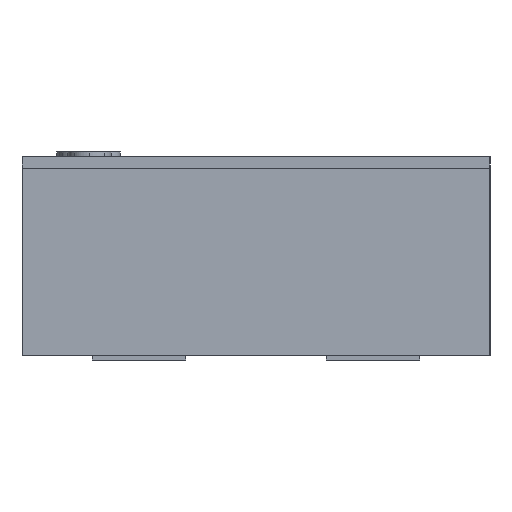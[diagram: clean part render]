
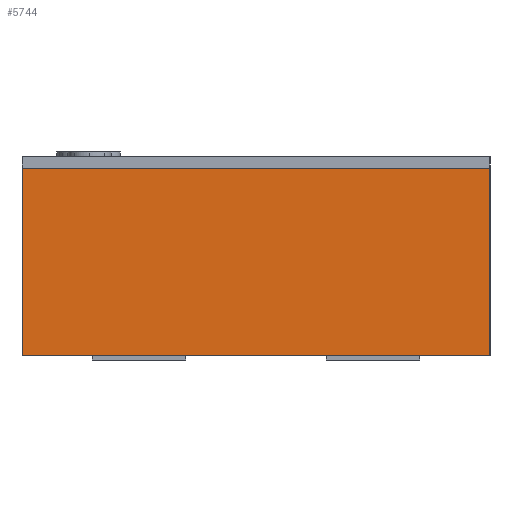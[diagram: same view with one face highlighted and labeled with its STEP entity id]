
A CAD part, left-side view. The second image highlights one B-rep face of the part: STEP entity #5744.
In plain terms, the highlighted planar face has unit normal (-1, 0, 0).
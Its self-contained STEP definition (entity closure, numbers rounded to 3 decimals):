
#212 = AXIS2_PLACEMENT_3D ( 'NONE', #9286, #2977, #1560 ) ;
#1327 = CARTESIAN_POINT ( 'NONE',  ( -0.8, -0.5, 0.4 ) ) ;
#1477 = EDGE_CURVE ( 'NONE', #14343, #13935, #4260, .T. ) ;
#1560 = DIRECTION ( 'NONE',  ( 0., 0., -1. ) ) ;
#2107 = EDGE_LOOP ( 'NONE', ( #7158, #16127, #10461, #13746 ) ) ;
#2977 = DIRECTION ( 'NONE',  ( 1., 0., 0. ) ) ;
#3675 = VECTOR ( 'NONE', #4915, 1000. ) ;
#4260 = LINE ( 'NONE', #4332, #13352 ) ;
#4332 = CARTESIAN_POINT ( 'NONE',  ( -0.8, 0.5, 0.4 ) ) ;
#4915 = DIRECTION ( 'NONE',  ( 0., 0., -1. ) ) ;
#5350 = EDGE_CURVE ( 'NONE', #14343, #9612, #8736, .T. ) ;
#5606 = LINE ( 'NONE', #15771, #7338 ) ;
#5744 = ADVANCED_FACE ( 'NONE', ( #9200 ), #11950, .F. ) ;
#5760 = CARTESIAN_POINT ( 'NONE',  ( -0.8, -0.5, 0.4 ) ) ;
#7158 = ORIENTED_EDGE ( 'NONE', *, *, #10800, .T. ) ;
#7338 = VECTOR ( 'NONE', #12590, 1000. ) ;
#8736 = LINE ( 'NONE', #13586, #8756 ) ;
#8756 = VECTOR ( 'NONE', #9979, 1000. ) ;
#9200 = FACE_OUTER_BOUND ( 'NONE', #2107, .T. ) ;
#9286 = CARTESIAN_POINT ( 'NONE',  ( -0.8, -0.5, 0.4 ) ) ;
#9612 = VERTEX_POINT ( 'NONE', #5760 ) ;
#9979 = DIRECTION ( 'NONE',  ( 0., -1., 0. ) ) ;
#10219 = VERTEX_POINT ( 'NONE', #15357 ) ;
#10461 = ORIENTED_EDGE ( 'NONE', *, *, #5350, .F. ) ;
#10800 = EDGE_CURVE ( 'NONE', #13935, #10219, #5606, .T. ) ;
#11950 = PLANE ( 'NONE',  #212 ) ;
#12590 = DIRECTION ( 'NONE',  ( 0., -1., 0. ) ) ;
#13323 = DIRECTION ( 'NONE',  ( 0., 0., -1. ) ) ;
#13352 = VECTOR ( 'NONE', #13323, 1000. ) ;
#13586 = CARTESIAN_POINT ( 'NONE',  ( -0.8, -0.5, 0.4 ) ) ;
#13651 = CARTESIAN_POINT ( 'NONE',  ( -0.8, 0.5, 0. ) ) ;
#13746 = ORIENTED_EDGE ( 'NONE', *, *, #1477, .T. ) ;
#13935 = VERTEX_POINT ( 'NONE', #13651 ) ;
#14343 = VERTEX_POINT ( 'NONE', #16389 ) ;
#15357 = CARTESIAN_POINT ( 'NONE',  ( -0.8, -0.5, 0. ) ) ;
#15427 = EDGE_CURVE ( 'NONE', #9612, #10219, #16495, .T. ) ;
#15771 = CARTESIAN_POINT ( 'NONE',  ( -0.8, -0.5, 0. ) ) ;
#16127 = ORIENTED_EDGE ( 'NONE', *, *, #15427, .F. ) ;
#16389 = CARTESIAN_POINT ( 'NONE',  ( -0.8, 0.5, 0.4 ) ) ;
#16495 = LINE ( 'NONE', #1327, #3675 ) ;
